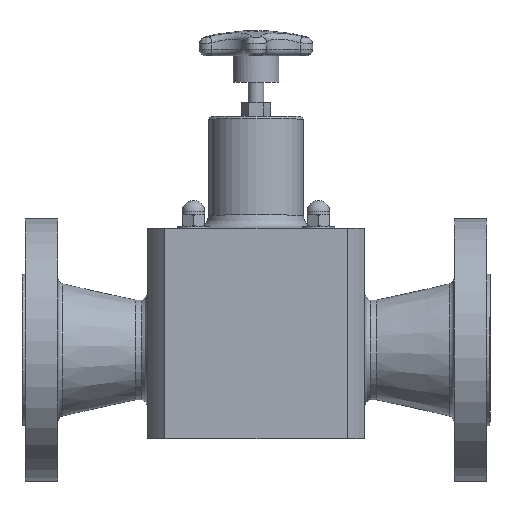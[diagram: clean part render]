
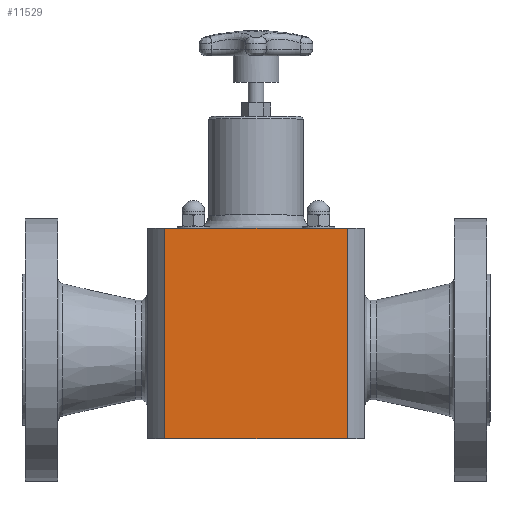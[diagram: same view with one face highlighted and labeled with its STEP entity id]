
A CAD part, top view. The second image highlights one B-rep face of the part: STEP entity #11529.
In plain terms, the highlighted planar face has unit normal (0, 0, 1).
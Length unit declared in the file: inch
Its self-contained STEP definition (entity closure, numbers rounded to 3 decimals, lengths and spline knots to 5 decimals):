
#11462=CARTESIAN_POINT('',(1.73205,0.,1.625));
#11463=VERTEX_POINT('',#11462);
#11464=CARTESIAN_POINT('',(1.73205,4.,1.625));
#11465=VERTEX_POINT('',#11464);
#11466=CARTESIAN_POINT('',(1.73205,0.,1.625));
#11467=DIRECTION('',(0.0,1.0,0.0));
#11468=VECTOR('',#11467,4.);
#11469=LINE('',#11466,#11468);
#11470=EDGE_CURVE('',#11463,#11465,#11469,.T.);
#11499=CARTESIAN_POINT('',(1.73205,0.,1.625));
#11500=DIRECTION('',(0.0,0.0,1.0));
#11501=DIRECTION('',(1.0,0.0,0.0));
#11502=AXIS2_PLACEMENT_3D('',#11499,#11500,#11501);
#11503=PLANE('',#11502);
#11504=CARTESIAN_POINT('',(-1.73205,0.,1.625));
#11505=VERTEX_POINT('',#11504);
#11506=CARTESIAN_POINT('',(-1.73205,4.,1.625));
#11507=VERTEX_POINT('',#11506);
#11508=CARTESIAN_POINT('',(-1.73205,0.,1.625));
#11509=DIRECTION('',(0.0,1.0,0.0));
#11510=VECTOR('',#11509,4.);
#11511=LINE('',#11508,#11510);
#11512=EDGE_CURVE('',#11505,#11507,#11511,.T.);
#11513=ORIENTED_EDGE('',*,*,#11512,.F.);
#11514=CARTESIAN_POINT('',(1.73205,0.,1.625));
#11515=DIRECTION('',(-1.0,0.0,0.0));
#11516=VECTOR('',#11515,3.4641);
#11517=LINE('',#11514,#11516);
#11518=EDGE_CURVE('',#11463,#11505,#11517,.T.);
#11519=ORIENTED_EDGE('',*,*,#11518,.F.);
#11520=ORIENTED_EDGE('',*,*,#11470,.T.);
#11521=CARTESIAN_POINT('',(1.73205,4.,1.625));
#11522=DIRECTION('',(-1.0,0.0,0.0));
#11523=VECTOR('',#11522,3.4641);
#11524=LINE('',#11521,#11523);
#11525=EDGE_CURVE('',#11465,#11507,#11524,.T.);
#11526=ORIENTED_EDGE('',*,*,#11525,.T.);
#11527=EDGE_LOOP('',(#11513,#11519,#11520,#11526));
#11528=FACE_OUTER_BOUND('',#11527,.T.);
#11529=ADVANCED_FACE('',(#11528),#11503,.T.);
